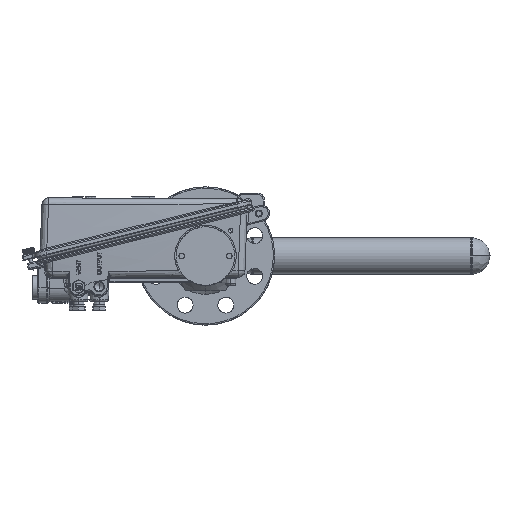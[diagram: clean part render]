
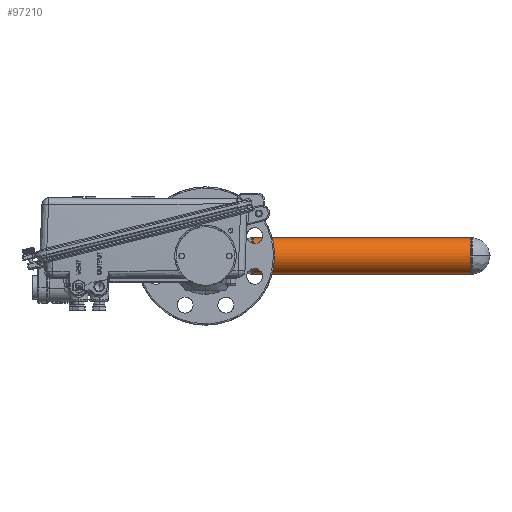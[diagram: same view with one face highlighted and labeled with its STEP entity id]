
A CAD part, left-side view. The second image highlights one B-rep face of the part: STEP entity #97210.
In plain terms, the highlighted cylindrical face has radius 22.225 mm (diameter 44.45 mm), a partial arc.
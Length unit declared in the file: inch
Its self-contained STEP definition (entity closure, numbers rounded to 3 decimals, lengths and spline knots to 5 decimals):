
#17521 = AXIS2_PLACEMENT_3D ( 'NONE', #90244, #231449, #110489 ) ;
#18371 = VERTEX_POINT ( 'NONE', #22228 ) ;
#20582 = VECTOR ( 'NONE', #172985, 39.37008 ) ;
#22228 = CARTESIAN_POINT ( 'NONE',  ( 22.9956, -15.33974, 1.75 ) ) ;
#35207 = CYLINDRICAL_SURFACE ( 'NONE', #143390, 0.875 ) ;
#42750 = DIRECTION ( 'NONE',  ( 0., -1., 0. ) ) ;
#46954 = CARTESIAN_POINT ( 'NONE',  ( 22.9956, -4.125, 0.875 ) ) ;
#52824 = ORIENTED_EDGE ( 'NONE', *, *, #103807, .T. ) ;
#53513 = EDGE_CURVE ( 'NONE', #18371, #63314, #228996, .T. ) ;
#55590 = EDGE_CURVE ( 'NONE', #123701, #75314, #222067, .T. ) ;
#63314 = VERTEX_POINT ( 'NONE', #151754 ) ;
#75314 = VERTEX_POINT ( 'NONE', #169373 ) ;
#87724 = CARTESIAN_POINT ( 'NONE',  ( 22.9956, -15.33974, 0. ) ) ;
#90244 = CARTESIAN_POINT ( 'NONE',  ( 22.9956, -15.33974, 0.875 ) ) ;
#97210 = ADVANCED_FACE ( 'NONE', ( #196207 ), #35207, .T. ) ;
#103807 = EDGE_CURVE ( 'NONE', #123701, #18371, #254646, .T. ) ;
#110489 = DIRECTION ( 'NONE',  ( 0., 0., 1. ) ) ;
#113010 = CARTESIAN_POINT ( 'NONE',  ( 22.9956, -4.125, 1.75 ) ) ;
#121046 = VECTOR ( 'NONE', #207296, 39.37008 ) ;
#123701 = VERTEX_POINT ( 'NONE', #87724 ) ;
#143390 = AXIS2_PLACEMENT_3D ( 'NONE', #46954, #167815, #227910 ) ;
#151754 = CARTESIAN_POINT ( 'NONE',  ( 22.9956, -5.13042, 1.75 ) ) ;
#154247 = ORIENTED_EDGE ( 'NONE', *, *, #55590, .F. ) ;
#163576 = CARTESIAN_POINT ( 'NONE',  ( 22.9956, -5.13042, 0.875 ) ) ;
#167815 = DIRECTION ( 'NONE',  ( 0., 1., 0. ) ) ;
#169127 = EDGE_LOOP ( 'NONE', ( #154247, #52824, #227831, #214423 ) ) ;
#169373 = CARTESIAN_POINT ( 'NONE',  ( 22.9956, -5.13042, 0. ) ) ;
#172985 = DIRECTION ( 'NONE',  ( 0., 1., 0. ) ) ;
#183896 = DIRECTION ( 'NONE',  ( 0., 0., 1. ) ) ;
#196207 = FACE_OUTER_BOUND ( 'NONE', #169127, .T. ) ;
#206404 = CARTESIAN_POINT ( 'NONE',  ( 22.9956, -4.125, 0. ) ) ;
#207296 = DIRECTION ( 'NONE',  ( 0., 1., 0. ) ) ;
#214423 = ORIENTED_EDGE ( 'NONE', *, *, #255185, .T. ) ;
#222067 = LINE ( 'NONE', #206404, #121046 ) ;
#227831 = ORIENTED_EDGE ( 'NONE', *, *, #53513, .T. ) ;
#227910 = DIRECTION ( 'NONE',  ( 0., 0., 1. ) ) ;
#228996 = LINE ( 'NONE', #113010, #20582 ) ;
#231449 = DIRECTION ( 'NONE',  ( 0., 1., 0. ) ) ;
#248038 = CIRCLE ( 'NONE', #248417, 0.875 ) ;
#248417 = AXIS2_PLACEMENT_3D ( 'NONE', #163576, #42750, #183896 ) ;
#254646 = CIRCLE ( 'NONE', #17521, 0.875 ) ;
#255185 = EDGE_CURVE ( 'NONE', #63314, #75314, #248038, .T. ) ;
